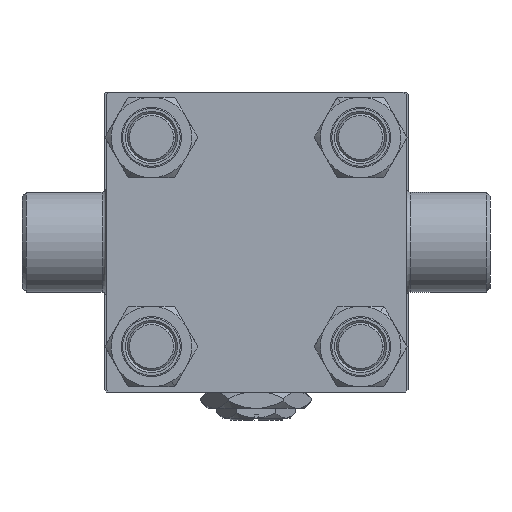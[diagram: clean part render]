
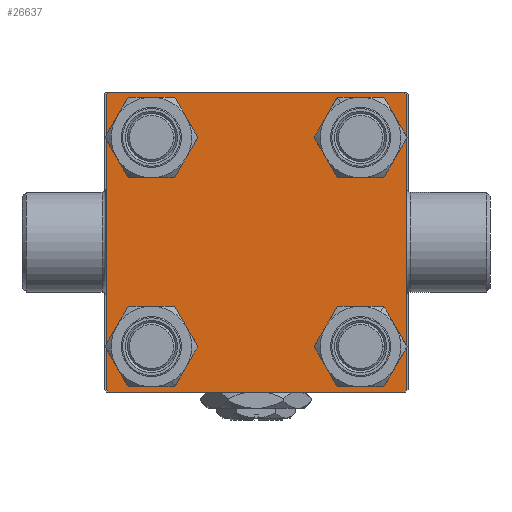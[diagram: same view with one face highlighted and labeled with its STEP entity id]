
A CAD part, left-side view. The second image highlights one B-rep face of the part: STEP entity #26637.
In plain terms, the highlighted planar face has unit normal (-1, 0, 0).
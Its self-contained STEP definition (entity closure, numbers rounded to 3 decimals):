
#106 = ORIENTED_EDGE ( 'NONE', *, *, #9533, .F. ) ;
#479 = VERTEX_POINT ( 'NONE', #22815 ) ;
#949 = CARTESIAN_POINT ( 'NONE',  ( 0., -37.5, 37. ) ) ;
#1103 = DIRECTION ( 'NONE',  ( 0., 0., 1. ) ) ;
#1301 = LINE ( 'NONE', #11479, #41114 ) ;
#1413 = DIRECTION ( 'NONE',  ( 1., 0., 0. ) ) ;
#1627 = FACE_BOUND ( 'NONE', #20685, .T. ) ;
#1783 = ORIENTED_EDGE ( 'NONE', *, *, #20887, .T. ) ;
#1862 = VECTOR ( 'NONE', #2072, 1000. ) ;
#2072 = DIRECTION ( 'NONE',  ( 0., 0.707, 0.707 ) ) ;
#2187 = AXIS2_PLACEMENT_3D ( 'NONE', #15733, #30836, #1103 ) ;
#2385 = VERTEX_POINT ( 'NONE', #20193 ) ;
#2941 = VECTOR ( 'NONE', #6065, 1000. ) ;
#3136 = ORIENTED_EDGE ( 'NONE', *, *, #37436, .T. ) ;
#3438 = VERTEX_POINT ( 'NONE', #11697 ) ;
#4053 = DIRECTION ( 'NONE',  ( 0., 0.707, -0.707 ) ) ;
#4414 = CARTESIAN_POINT ( 'NONE',  ( 0., 37., 37.5 ) ) ;
#4830 = CARTESIAN_POINT ( 'NONE',  ( 0., -37.25, 37.25 ) ) ;
#5277 = EDGE_CURVE ( 'NONE', #3438, #11058, #28926, .T. ) ;
#5775 = VECTOR ( 'NONE', #4053, 1000. ) ;
#6065 = DIRECTION ( 'NONE',  ( 0., -1., 0. ) ) ;
#6071 = DIRECTION ( 'NONE',  ( 0., 0., 1. ) ) ;
#6637 = ORIENTED_EDGE ( 'NONE', *, *, #34461, .T. ) ;
#7775 = LINE ( 'NONE', #22899, #5775 ) ;
#8109 = VERTEX_POINT ( 'NONE', #45599 ) ;
#9096 = LINE ( 'NONE', #27928, #41849 ) ;
#9436 = VECTOR ( 'NONE', #37779, 1000. ) ;
#9533 = EDGE_CURVE ( 'NONE', #25373, #23800, #17704, .T. ) ;
#10214 = EDGE_LOOP ( 'NONE', ( #20751, #38245, #26397, #12351, #47839, #39293, #106, #40352 ) ) ;
#10544 = CARTESIAN_POINT ( 'NONE',  ( 0., 37., -37.5 ) ) ;
#10649 = EDGE_CURVE ( 'NONE', #20637, #40489, #29845, .T. ) ;
#10675 = ORIENTED_EDGE ( 'NONE', *, *, #17913, .T. ) ;
#11058 = VERTEX_POINT ( 'NONE', #14896 ) ;
#11238 = DIRECTION ( 'NONE',  ( 0., 0., 1. ) ) ;
#11479 = CARTESIAN_POINT ( 'NONE',  ( 0., 37.5, -37.5 ) ) ;
#11697 = CARTESIAN_POINT ( 'NONE',  ( 0., 26.15, 19.65 ) ) ;
#12315 = EDGE_CURVE ( 'NONE', #11058, #3438, #37820, .T. ) ;
#12351 = ORIENTED_EDGE ( 'NONE', *, *, #23515, .T. ) ;
#12520 = CARTESIAN_POINT ( 'NONE',  ( 0., 37.5, 37.5 ) ) ;
#13015 = CARTESIAN_POINT ( 'NONE',  ( 0., 37.5, 37.5 ) ) ;
#13270 = FACE_BOUND ( 'NONE', #22539, .T. ) ;
#13469 = CIRCLE ( 'NONE', #26131, 6.5 ) ;
#13650 = CARTESIAN_POINT ( 'NONE',  ( 0., 26.15, -26.15 ) ) ;
#13760 = PLANE ( 'NONE',  #36946 ) ;
#13809 = CARTESIAN_POINT ( 'NONE',  ( 0., -26.15, -19.65 ) ) ;
#14353 = DIRECTION ( 'NONE',  ( 1., 0., 0. ) ) ;
#14826 = AXIS2_PLACEMENT_3D ( 'NONE', #44899, #21871, #22368 ) ;
#14896 = CARTESIAN_POINT ( 'NONE',  ( 0., 26.15, 32.65 ) ) ;
#15441 = DIRECTION ( 'NONE',  ( 1., 0., 0. ) ) ;
#15494 = AXIS2_PLACEMENT_3D ( 'NONE', #31144, #1413, #16768 ) ;
#15596 = ORIENTED_EDGE ( 'NONE', *, *, #27812, .T. ) ;
#15733 = CARTESIAN_POINT ( 'NONE',  ( 0., -26.15, -26.15 ) ) ;
#15984 = CARTESIAN_POINT ( 'NONE',  ( 0., 37.5, 37. ) ) ;
#16768 = DIRECTION ( 'NONE',  ( 0., 0., 1. ) ) ;
#17299 = AXIS2_PLACEMENT_3D ( 'NONE', #24174, #23688, #20451 ) ;
#17704 = LINE ( 'NONE', #13015, #2941 ) ;
#17913 = EDGE_CURVE ( 'NONE', #25342, #42677, #41087, .T. ) ;
#18133 = EDGE_CURVE ( 'NONE', #8109, #21832, #9096, .T. ) ;
#18190 = LINE ( 'NONE', #27940, #36651 ) ;
#18327 = EDGE_CURVE ( 'NONE', #46149, #8109, #46459, .T. ) ;
#18977 = VERTEX_POINT ( 'NONE', #13809 ) ;
#19157 = EDGE_CURVE ( 'NONE', #21832, #22796, #1301, .T. ) ;
#19709 = VERTEX_POINT ( 'NONE', #949 ) ;
#20135 = DIRECTION ( 'NONE',  ( 0., -1., 0. ) ) ;
#20193 = CARTESIAN_POINT ( 'NONE',  ( 0., -37.5, -37. ) ) ;
#20451 = DIRECTION ( 'NONE',  ( 0., 0., 1. ) ) ;
#20637 = VERTEX_POINT ( 'NONE', #37558 ) ;
#20685 = EDGE_LOOP ( 'NONE', ( #35347, #1783 ) ) ;
#20751 = ORIENTED_EDGE ( 'NONE', *, *, #18327, .T. ) ;
#20841 = DIRECTION ( 'NONE',  ( 1., 0., 0. ) ) ;
#20887 = EDGE_CURVE ( 'NONE', #40489, #20637, #45944, .T. ) ;
#21202 = FACE_BOUND ( 'NONE', #46578, .T. ) ;
#21832 = VERTEX_POINT ( 'NONE', #10544 ) ;
#21871 = DIRECTION ( 'NONE',  ( 1., 0., 0. ) ) ;
#22368 = DIRECTION ( 'NONE',  ( 0., 0., 1. ) ) ;
#22539 = EDGE_LOOP ( 'NONE', ( #36826, #45075 ) ) ;
#22796 = VERTEX_POINT ( 'NONE', #38360 ) ;
#22815 = CARTESIAN_POINT ( 'NONE',  ( 0., -26.15, -32.65 ) ) ;
#22899 = CARTESIAN_POINT ( 'NONE',  ( 0., 37.25, 37.25 ) ) ;
#23048 = LINE ( 'NONE', #42097, #25569 ) ;
#23515 = EDGE_CURVE ( 'NONE', #22796, #2385, #23048, .T. ) ;
#23566 = CIRCLE ( 'NONE', #2187, 6.5 ) ;
#23671 = LINE ( 'NONE', #4830, #1862 ) ;
#23688 = DIRECTION ( 'NONE',  ( 1., 0., 0. ) ) ;
#23800 = VERTEX_POINT ( 'NONE', #30897 ) ;
#24174 = CARTESIAN_POINT ( 'NONE',  ( 0., 26.15, 26.15 ) ) ;
#25342 = VERTEX_POINT ( 'NONE', #38104 ) ;
#25373 = VERTEX_POINT ( 'NONE', #4414 ) ;
#25569 = VECTOR ( 'NONE', #27239, 1000. ) ;
#25641 = DIRECTION ( 'NONE',  ( 0., 0., -1. ) ) ;
#26131 = AXIS2_PLACEMENT_3D ( 'NONE', #45178, #15441, #11238 ) ;
#26136 = AXIS2_PLACEMENT_3D ( 'NONE', #13650, #20841, #28259 ) ;
#26397 = ORIENTED_EDGE ( 'NONE', *, *, #19157, .T. ) ;
#26637 = ADVANCED_FACE ( 'NONE', ( #1627, #47204, #21202, #13270, #36281 ), #13760, .T. ) ;
#27239 = DIRECTION ( 'NONE',  ( 0., -0.707, 0.707 ) ) ;
#27812 = EDGE_CURVE ( 'NONE', #479, #18977, #23566, .T. ) ;
#27928 = CARTESIAN_POINT ( 'NONE',  ( 0., 37.25, -37.25 ) ) ;
#27940 = CARTESIAN_POINT ( 'NONE',  ( 0., -37.5, 37.5 ) ) ;
#28259 = DIRECTION ( 'NONE',  ( 0., 0., 1. ) ) ;
#28861 = CARTESIAN_POINT ( 'NONE',  ( 0., 0., 0. ) ) ;
#28926 = CIRCLE ( 'NONE', #15494, 6.5 ) ;
#29455 = DIRECTION ( 'NONE',  ( 0., 0., 1. ) ) ;
#29845 = CIRCLE ( 'NONE', #14826, 6.5 ) ;
#30836 = DIRECTION ( 'NONE',  ( 1., 0., 0. ) ) ;
#30897 = CARTESIAN_POINT ( 'NONE',  ( 0., -37., 37.5 ) ) ;
#31144 = CARTESIAN_POINT ( 'NONE',  ( 0., 26.15, 26.15 ) ) ;
#31596 = DIRECTION ( 'NONE',  ( 0., 0., 1. ) ) ;
#32580 = DIRECTION ( 'NONE',  ( 1., 0., 0. ) ) ;
#32863 = EDGE_LOOP ( 'NONE', ( #3136, #15596 ) ) ;
#33888 = CARTESIAN_POINT ( 'NONE',  ( 0., 26.15, -26.15 ) ) ;
#34461 = EDGE_CURVE ( 'NONE', #42677, #25342, #46713, .T. ) ;
#35347 = ORIENTED_EDGE ( 'NONE', *, *, #10649, .T. ) ;
#36281 = FACE_OUTER_BOUND ( 'NONE', #10214, .T. ) ;
#36651 = VECTOR ( 'NONE', #25641, 1000. ) ;
#36826 = ORIENTED_EDGE ( 'NONE', *, *, #12315, .T. ) ;
#36946 = AXIS2_PLACEMENT_3D ( 'NONE', #28861, #39762, #31596 ) ;
#37436 = EDGE_CURVE ( 'NONE', #18977, #479, #13469, .T. ) ;
#37558 = CARTESIAN_POINT ( 'NONE',  ( 0., -26.15, 32.65 ) ) ;
#37779 = DIRECTION ( 'NONE',  ( 0., 0., -1. ) ) ;
#37820 = CIRCLE ( 'NONE', #17299, 6.5 ) ;
#38104 = CARTESIAN_POINT ( 'NONE',  ( 0., 26.15, -32.65 ) ) ;
#38245 = ORIENTED_EDGE ( 'NONE', *, *, #18133, .T. ) ;
#38360 = CARTESIAN_POINT ( 'NONE',  ( 0., -37., -37.5 ) ) ;
#38804 = AXIS2_PLACEMENT_3D ( 'NONE', #43729, #32580, #6071 ) ;
#39293 = ORIENTED_EDGE ( 'NONE', *, *, #46228, .T. ) ;
#39479 = CARTESIAN_POINT ( 'NONE',  ( 0., -26.15, 19.65 ) ) ;
#39762 = DIRECTION ( 'NONE',  ( -1., 0., 0. ) ) ;
#40352 = ORIENTED_EDGE ( 'NONE', *, *, #44775, .T. ) ;
#40489 = VERTEX_POINT ( 'NONE', #39479 ) ;
#41087 = CIRCLE ( 'NONE', #46608, 6.5 ) ;
#41114 = VECTOR ( 'NONE', #20135, 1000. ) ;
#41849 = VECTOR ( 'NONE', #44007, 1000. ) ;
#42097 = CARTESIAN_POINT ( 'NONE',  ( 0., -37.25, -37.25 ) ) ;
#42677 = VERTEX_POINT ( 'NONE', #43131 ) ;
#43131 = CARTESIAN_POINT ( 'NONE',  ( 0., 26.15, -19.65 ) ) ;
#43729 = CARTESIAN_POINT ( 'NONE',  ( 0., -26.15, 26.15 ) ) ;
#44007 = DIRECTION ( 'NONE',  ( 0., -0.707, -0.707 ) ) ;
#44594 = EDGE_CURVE ( 'NONE', #19709, #2385, #18190, .T. ) ;
#44775 = EDGE_CURVE ( 'NONE', #25373, #46149, #7775, .T. ) ;
#44899 = CARTESIAN_POINT ( 'NONE',  ( 0., -26.15, 26.15 ) ) ;
#45075 = ORIENTED_EDGE ( 'NONE', *, *, #5277, .T. ) ;
#45178 = CARTESIAN_POINT ( 'NONE',  ( 0., -26.15, -26.15 ) ) ;
#45599 = CARTESIAN_POINT ( 'NONE',  ( 0., 37.5, -37. ) ) ;
#45944 = CIRCLE ( 'NONE', #38804, 6.5 ) ;
#46149 = VERTEX_POINT ( 'NONE', #15984 ) ;
#46228 = EDGE_CURVE ( 'NONE', #19709, #23800, #23671, .T. ) ;
#46459 = LINE ( 'NONE', #12520, #9436 ) ;
#46578 = EDGE_LOOP ( 'NONE', ( #6637, #10675 ) ) ;
#46608 = AXIS2_PLACEMENT_3D ( 'NONE', #33888, #14353, #29455 ) ;
#46713 = CIRCLE ( 'NONE', #26136, 6.5 ) ;
#47204 = FACE_BOUND ( 'NONE', #32863, .T. ) ;
#47839 = ORIENTED_EDGE ( 'NONE', *, *, #44594, .F. ) ;
